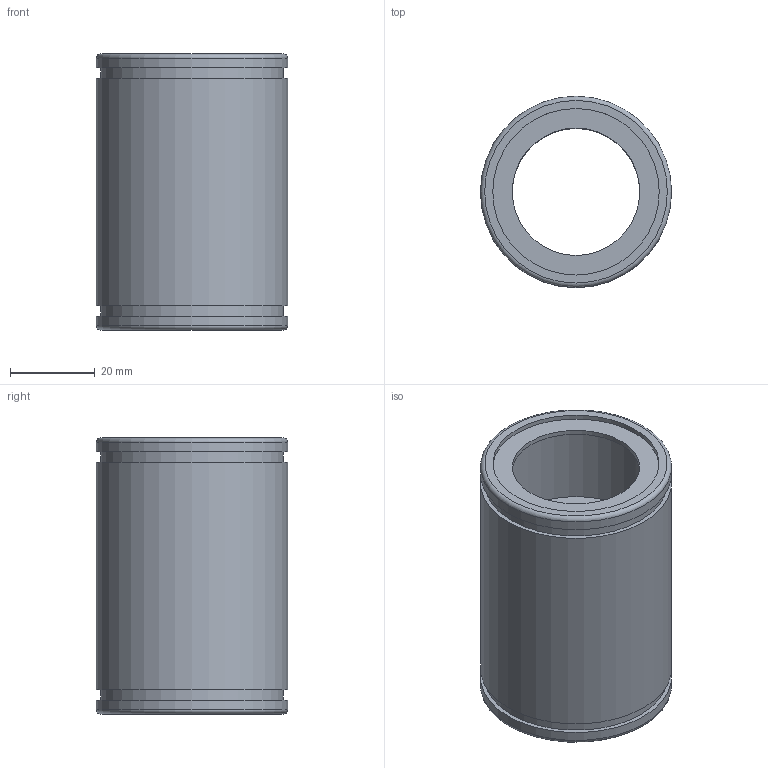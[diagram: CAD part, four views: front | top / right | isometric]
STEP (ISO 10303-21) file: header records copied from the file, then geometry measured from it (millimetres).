
FILE_DESCRIPTION(/* description */ ('STEP AP203'),/* implementation_level */ '2;1');
FILE_NAME(/* name */ 'ST30',/* time_stamp */ '2022-08-09T02:27:58+02:00',/* author */ ('License CC BY-ND 4.0'),/* organization */ ('CADENAS'),/* preprocessor_version */ 'ST-DEVELOPER v18.102',/* originating_system */ 'PARTsolutions',/* authorisation */ ' ');
FILE_SCHEMA (('CONFIG_CONTROL_DESIGN'));
Length unit declared in the file: millimetre
Products named in the file (1): ST30
Bounding box: 45 x 45 x 65 mm (x, y, z)
Volume: 34268.4 mm3; surface area: 20787.9 mm2
Topology: 1 solids, 1 shells, 28 faces, 46 edges, 30 vertices
Faces by surface type: cylinder 14, plane 12, torus 2
Full cylindrical faces by diameter (mm): 2 x2, 30 x3, 39.2 x4, 43 x2, 45 x3
Entity records: 654 total; most frequent: CARTESIAN_POINT 129, DIRECTION 110, ORIENTED_EDGE 60, EDGE_LOOP 60, FACE_BOUND 60, AXIS2_PLACEMENT_3D 55, EDGE_CURVE 30, VERTEX_POINT 30
